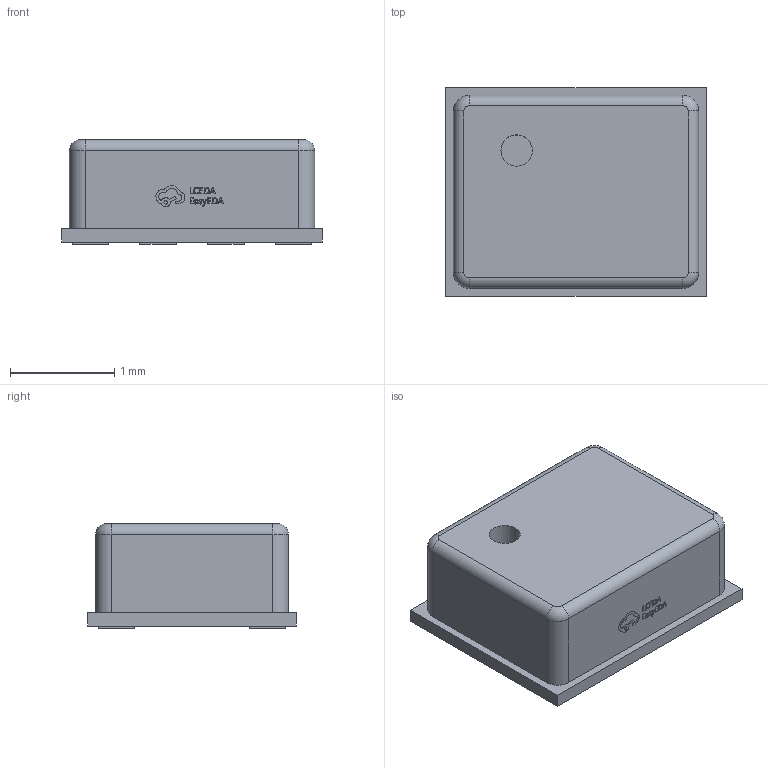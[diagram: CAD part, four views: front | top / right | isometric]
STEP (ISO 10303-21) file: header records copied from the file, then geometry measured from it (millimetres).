
FILE_DESCRIPTION (( 'STEP AP214' ), '1' );
FILE_NAME ('SENSOR-SMD_XGZP6816D.step', '2022-07-12T14:41:50', ( '' ), ( '' ), 'SwSTEP 2.0', 'SolidWorks 2020', '' );
FILE_SCHEMA (( 'AUTOMOTIVE_DESIGN' ));
Length unit declared in the file: millimetre
Products named in the file (1): SENSOR-SMD_XGZP6816D
Bounding box: 2.5 x 2 x 1 mm (x, y, z)
Volume: 4.3 mm3; surface area: 18.8 mm2
Topology: 1 solids, 1 shells, 349 faces, 925 edges, 614 vertices
Faces by surface type: plane 223, bspline 112, cylinder 10, torus 4
Entity records: 15784 total; most frequent: CARTESIAN_POINT 3993, ORIENTED_EDGE 1850, DIRECTION 1197, EDGE_CURVE 925, LINE 673, VECTOR 673, VERTEX_POINT 614, EDGE_LOOP 385
